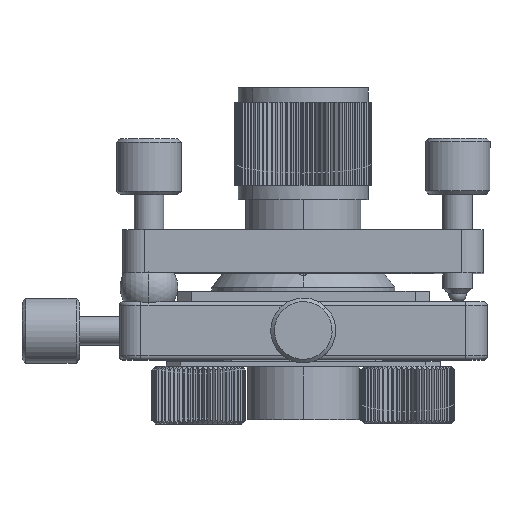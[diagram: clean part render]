
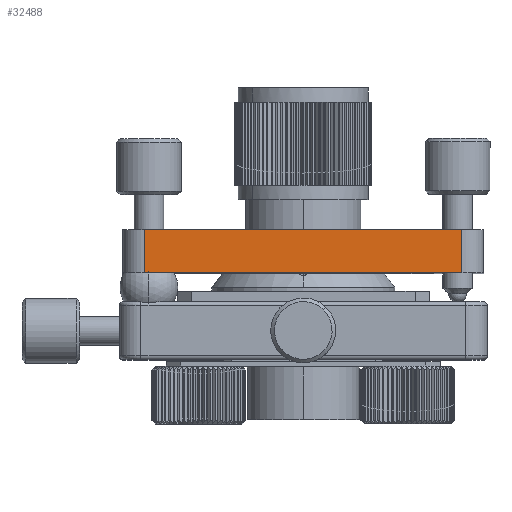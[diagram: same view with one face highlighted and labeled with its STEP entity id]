
A CAD part, top view. The second image highlights one B-rep face of the part: STEP entity #32488.
In plain terms, the highlighted planar face has unit normal (0, 0, 1).
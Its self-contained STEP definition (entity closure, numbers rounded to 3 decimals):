
#1701 = PLANE ( 'NONE',  #6331 ) ;
#2133 = VERTEX_POINT ( 'NONE', #30721 ) ;
#2179 = DIRECTION ( 'NONE',  ( 0., -1., 0. ) ) ;
#2963 = CARTESIAN_POINT ( 'NONE',  ( 22., 4., 25. ) ) ;
#3689 = CARTESIAN_POINT ( 'NONE',  ( -22., 10., 25. ) ) ;
#5700 = CARTESIAN_POINT ( 'NONE',  ( 22., 10., 25. ) ) ;
#6181 = VERTEX_POINT ( 'NONE', #32719 ) ;
#6331 = AXIS2_PLACEMENT_3D ( 'NONE', #40713, #28215, #12050 ) ;
#6477 = DIRECTION ( 'NONE',  ( 1., 0., 0. ) ) ;
#7361 = VECTOR ( 'NONE', #40318, 1000. ) ;
#7830 = CARTESIAN_POINT ( 'NONE',  ( -22., 4., 25. ) ) ;
#9350 = VECTOR ( 'NONE', #26347, 1000. ) ;
#9726 = EDGE_CURVE ( 'NONE', #6181, #34893, #30526, .T. ) ;
#12050 = DIRECTION ( 'NONE',  ( -1., 0., 0. ) ) ;
#12401 = LINE ( 'NONE', #3689, #9350 ) ;
#13173 = ORIENTED_EDGE ( 'NONE', *, *, #21621, .F. ) ;
#15378 = ORIENTED_EDGE ( 'NONE', *, *, #27954, .T. ) ;
#17662 = ORIENTED_EDGE ( 'NONE', *, *, #27478, .T. ) ;
#17718 = VECTOR ( 'NONE', #6477, 1000. ) ;
#19099 = ORIENTED_EDGE ( 'NONE', *, *, #9726, .F. ) ;
#19606 = EDGE_LOOP ( 'NONE', ( #17662, #19099, #13173, #15378 ) ) ;
#21137 = FACE_OUTER_BOUND ( 'NONE', #19606, .T. ) ;
#21621 = EDGE_CURVE ( 'NONE', #2133, #6181, #35007, .T. ) ;
#21970 = VERTEX_POINT ( 'NONE', #30972 ) ;
#23596 = LINE ( 'NONE', #7830, #7361 ) ;
#24416 = VECTOR ( 'NONE', #2179, 1000. ) ;
#26347 = DIRECTION ( 'NONE',  ( 0., -1., 0. ) ) ;
#27478 = EDGE_CURVE ( 'NONE', #21970, #34893, #23596, .T. ) ;
#27954 = EDGE_CURVE ( 'NONE', #2133, #21970, #12401, .T. ) ;
#28215 = DIRECTION ( 'NONE',  ( 0., 0., -1. ) ) ;
#30526 = LINE ( 'NONE', #5700, #24416 ) ;
#30721 = CARTESIAN_POINT ( 'NONE',  ( -22., 10., 25. ) ) ;
#30972 = CARTESIAN_POINT ( 'NONE',  ( -22., 4., 25. ) ) ;
#32449 = CARTESIAN_POINT ( 'NONE',  ( -22., 10., 25. ) ) ;
#32488 = ADVANCED_FACE ( 'NONE', ( #21137 ), #1701, .F. ) ;
#32719 = CARTESIAN_POINT ( 'NONE',  ( 22., 10., 25. ) ) ;
#34893 = VERTEX_POINT ( 'NONE', #2963 ) ;
#35007 = LINE ( 'NONE', #32449, #17718 ) ;
#40318 = DIRECTION ( 'NONE',  ( 1., 0., 0. ) ) ;
#40713 = CARTESIAN_POINT ( 'NONE',  ( -22., 10., 25. ) ) ;
